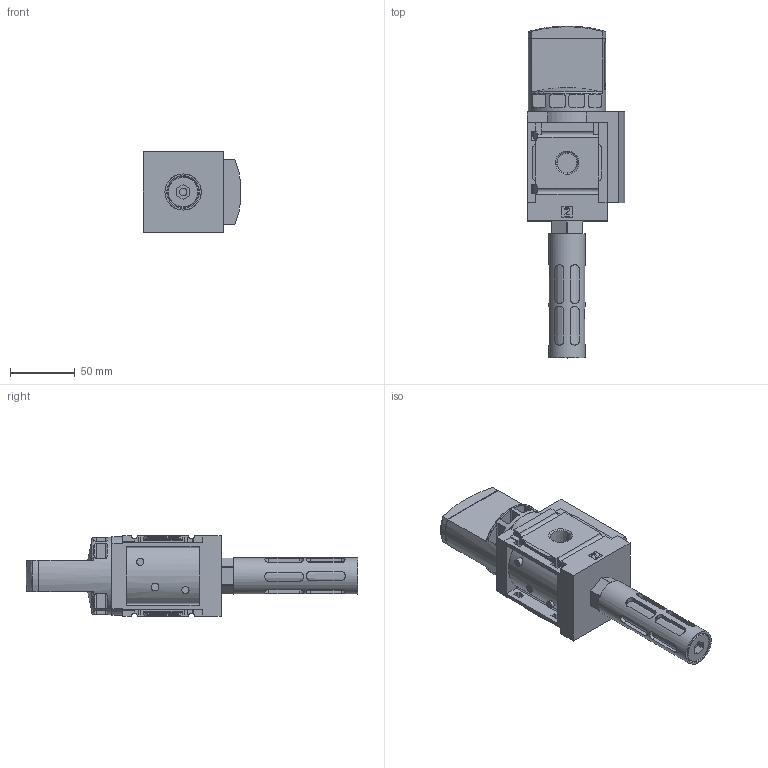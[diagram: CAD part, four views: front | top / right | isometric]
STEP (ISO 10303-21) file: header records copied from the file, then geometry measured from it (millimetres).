
FILE_DESCRIPTION(/* description */ ('STEP AP214'),/* implementation_level */ '2;1');
FILE_NAME(/* name */ '541299_MS6N-EM1-3_8-S-Z',/* time_stamp */ '2024-09-10T21:21:09+02:00',/* author */ ('License CC BY-ND 4.0'),/* organization */ ('CADENAS'),/* preprocessor_version */ 'ST-DEVELOPER v19.3',/* originating_system */ 'PARTsolutions',/* authorisation */ ' ');
FILE_SCHEMA (('AUTOMOTIVE_DESIGN {1 0 10303 214 3 1 1}'));
Length unit declared in the file: millimetre
Products named in the file (3): 541299 MS6N-EM1-3/8-S-Z; 541301 MS6N-EM1-3/8-S-Z0d; 12741 U-1/2-B-NPT
Assembly tree (2 placements, depth 2):
  541299 MS6N-EM1-3/8-S-Z
    541301 MS6N-EM1-3/8-S-Z0d
    12741 U-1/2-B-NPT
Bounding box: 75.8 x 256.9 x 62 mm (x, y, z)
Volume: 473181.5 mm3; surface area: 79064 mm2
Topology: 2 solids, 3 shells, 433 faces, 1198 edges, 793 vertices
Faces by surface type: plane 284, cylinder 123, cone 17, torus 6, sphere 3
Full cylindrical faces by diameter (mm): 5.5 x2, 6 x1, 16 x1, 20.955 x1, 22.5 x1, 28 x1, 60 x1
Entity records: 17053 total; most frequent: CARTESIAN_POINT 3092, ORIENTED_EDGE 2322, DIRECTION 2103, EDGE_CURVE 1161, VERTEX_POINT 784, LINE 763, VECTOR 763, AXIS2_PLACEMENT_3D 670
